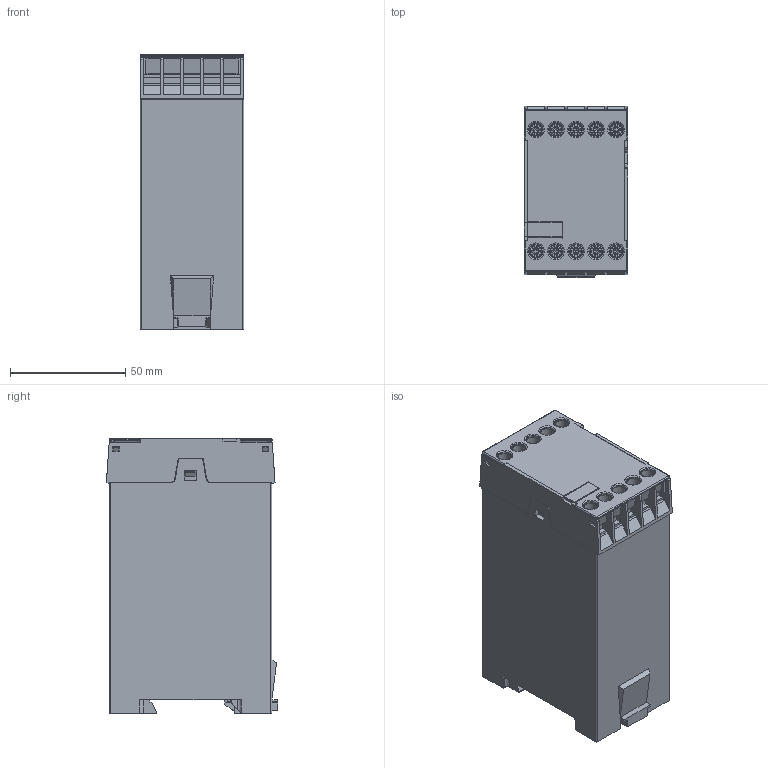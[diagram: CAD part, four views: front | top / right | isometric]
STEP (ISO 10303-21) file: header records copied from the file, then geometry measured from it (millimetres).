
FILE_DESCRIPTION(/* description */ (''),/* implementation_level */ '2;1');
FILE_NAME(/* name */ '120_10_02_104_KO4762_Gehaeuse.stp',/* time_stamp */ '2022-09-01T12:46:18+02:00',/* author */ ('kb01hep'),/* organization */ (''),/* preprocessor_version */ 'ST-DEVELOPER v17',/* originating_system */ 'Autodesk Inventor 2019',/* authorisation */ '');
FILE_SCHEMA (('AUTOMOTIVE_DESIGN { 1 0 10303 214 3 1 1 }'));
Length unit declared in the file: millimetre
Products named in the file (4): 120_10_02_104_KO4762_Gehaeuse; ET4762-110_Haube; ET4762-4_2_Klemmplatte; ET4762-0-5_Bezeichnungsschild
Assembly tree (3 placements, depth 2):
  120_10_02_104_KO4762_Gehaeuse
    ET4762-110_Haube
    ET4762-4_2_Klemmplatte
    ET4762-0-5_Bezeichnungsschild
Bounding box: 45 x 74.32 x 119.25 mm (x, y, z)
Volume: 92735.4 mm3; surface area: 79284.3 mm2
Topology: 3 solids, 3 shells, 1616 faces, 4833 edges, 3201 vertices
Faces by surface type: plane 1245, cylinder 178, bspline 95, cone 60, torus 30, sphere 8
Full cylindrical faces by diameter (mm): 5.493 x10
Entity records: 55055 total; most frequent: CARTESIAN_POINT 11896, ORIENTED_EDGE 9638, DIRECTION 8087, EDGE_CURVE 4819, LINE 3835, VECTOR 3835, VERTEX_POINT 3201, AXIS2_PLACEMENT_3D 2126
